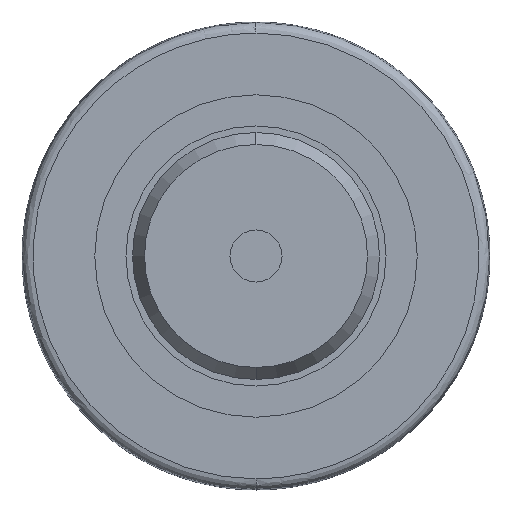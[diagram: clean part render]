
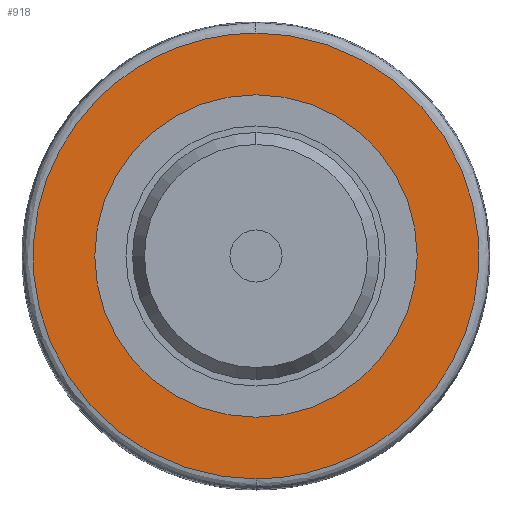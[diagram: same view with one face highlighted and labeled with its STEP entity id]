
A CAD part, left-side view. The second image highlights one B-rep face of the part: STEP entity #918.
In plain terms, the highlighted planar face has unit normal (-1, 0, 0).
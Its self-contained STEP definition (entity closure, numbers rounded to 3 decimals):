
#10 = EDGE_CURVE ( 'NONE', #416, #421, #375, .T. ) ;
#15 = EDGE_CURVE ( 'NONE', #411, #410, #277, .T. ) ;
#53 = EDGE_CURVE ( 'NONE', #410, #411, #320, .T. ) ;
#58 = EDGE_CURVE ( 'NONE', #421, #416, #378, .T. ) ;
#62 = AXIS2_PLACEMENT_3D ( 'NONE', #459, #460, #461 ) ;
#86 = AXIS2_PLACEMENT_3D ( 'NONE', #621, #622, #623 ) ;
#105 = AXIS2_PLACEMENT_3D ( 'NONE', #815, #822, #823 ) ;
#150 = EDGE_LOOP ( 'NONE', ( #241, #242 ) ) ;
#162 = EDGE_LOOP ( 'NONE', ( #239, #240 ) ) ;
#239 = ORIENTED_EDGE ( 'NONE', *, *, #58, .F. ) ;
#240 = ORIENTED_EDGE ( 'NONE', *, *, #10, .F. ) ;
#241 = ORIENTED_EDGE ( 'NONE', *, *, #15, .T. ) ;
#242 = ORIENTED_EDGE ( 'NONE', *, *, #53, .T. ) ;
#277 = CIRCLE ( 'NONE', #62, 62. ) ;
#320 = CIRCLE ( 'NONE', #86, 62. ) ;
#355 = FACE_BOUND ( 'NONE', #150, .T. ) ;
#359 = FACE_OUTER_BOUND ( 'NONE', #162, .T. ) ;
#375 =( BOUNDED_CURVE ( )  B_SPLINE_CURVE ( 3, ( #441, #445, #446, #447 ),
 .UNSPECIFIED., .F., .F. ) 
 B_SPLINE_CURVE_WITH_KNOTS ( ( 4, 4 ),
 ( 0.25, 0.75 ),
 .UNSPECIFIED. ) 
 CURVE ( )  GEOMETRIC_REPRESENTATION_ITEM ( )  RATIONAL_B_SPLINE_CURVE ( ( 1., 0.333, 0.333, 1. ) ) 
 REPRESENTATION_ITEM ( '' )  );
#378 =( BOUNDED_CURVE ( )  B_SPLINE_CURVE ( 3, ( #629, #655, #656, #657 ),
 .UNSPECIFIED., .F., .T. ) 
 B_SPLINE_CURVE_WITH_KNOTS ( ( 4, 4 ),
 ( 0.75, 1.25 ),
 .UNSPECIFIED. ) 
 CURVE ( )  GEOMETRIC_REPRESENTATION_ITEM ( )  RATIONAL_B_SPLINE_CURVE ( ( 1., 0.333, 0.333, 1. ) ) 
 REPRESENTATION_ITEM ( '' )  );
#410 = VERTEX_POINT ( 'NONE', #679 ) ;
#411 = VERTEX_POINT ( 'NONE', #680 ) ;
#416 = VERTEX_POINT ( 'NONE', #685 ) ;
#421 = VERTEX_POINT ( 'NONE', #690 ) ;
#441 = CARTESIAN_POINT ( 'NONE',  ( 31.9, 0., 85.695 ) ) ;
#445 = CARTESIAN_POINT ( 'NONE',  ( 31.9, -171.39, 85.695 ) ) ;
#446 = CARTESIAN_POINT ( 'NONE',  ( 31.9, -171.39, -85.695 ) ) ;
#447 = CARTESIAN_POINT ( 'NONE',  ( 31.9, 0., -85.695 ) ) ;
#459 = CARTESIAN_POINT ( 'NONE',  ( 31.9, 0., 0. ) ) ;
#460 = DIRECTION ( 'NONE',  ( 1., 0., 0. ) ) ;
#461 = DIRECTION ( 'NONE',  ( 0., 0., -1. ) ) ;
#621 = CARTESIAN_POINT ( 'NONE',  ( 31.9, 0., 0. ) ) ;
#622 = DIRECTION ( 'NONE',  ( 1., 0., 0. ) ) ;
#623 = DIRECTION ( 'NONE',  ( 0., 0., -1. ) ) ;
#629 = CARTESIAN_POINT ( 'NONE',  ( 31.9, 0., -85.695 ) ) ;
#655 = CARTESIAN_POINT ( 'NONE',  ( 31.9, 171.39, -85.695 ) ) ;
#656 = CARTESIAN_POINT ( 'NONE',  ( 31.9, 171.39, 85.695 ) ) ;
#657 = CARTESIAN_POINT ( 'NONE',  ( 31.9, 0., 85.695 ) ) ;
#679 = CARTESIAN_POINT ( 'NONE',  ( 31.9, 0., 62. ) ) ;
#680 = CARTESIAN_POINT ( 'NONE',  ( 31.9, 0., -62. ) ) ;
#685 = CARTESIAN_POINT ( 'NONE',  ( 31.9, 0., 85.695 ) ) ;
#690 = CARTESIAN_POINT ( 'NONE',  ( 31.9, 0., -85.695 ) ) ;
#815 = CARTESIAN_POINT ( 'NONE',  ( 31.9, 89.59, 0. ) ) ;
#821 = PLANE ( 'NONE',  #105 ) ;
#822 = DIRECTION ( 'NONE',  ( -1., 0., 0. ) ) ;
#823 = DIRECTION ( 'NONE',  ( 0., 0., 1. ) ) ;
#918 = ADVANCED_FACE ( 'NONE', ( #359, #355 ), #821, .T. ) ;
